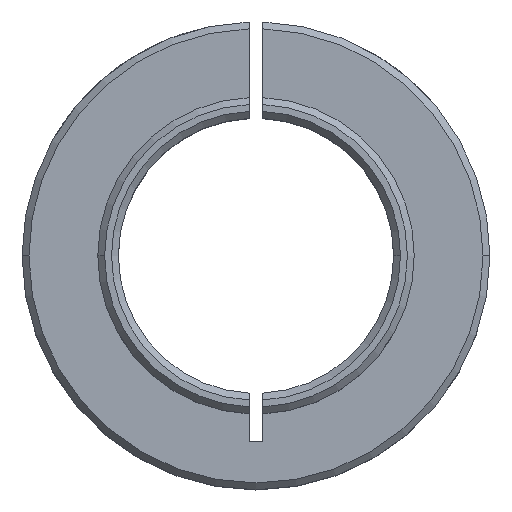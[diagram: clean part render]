
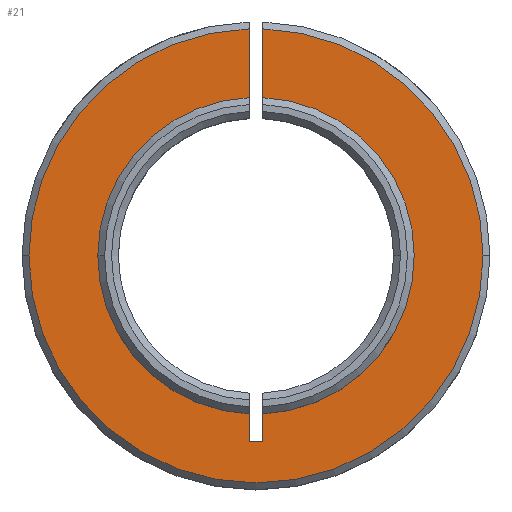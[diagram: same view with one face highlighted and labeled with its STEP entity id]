
A CAD part, top view. The second image highlights one B-rep face of the part: STEP entity #21.
In plain terms, the highlighted planar face has unit normal (0, 0, 1).
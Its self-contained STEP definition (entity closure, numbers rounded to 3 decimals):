
#3 = CARTESIAN_POINT ( 'NONE',  ( 0.5, 0., 10. ) ) ;
#11 = ORIENTED_EDGE ( 'NONE', *, *, #577, .F. ) ;
#20 = CIRCLE ( 'NONE', #1031, 11.5 ) ;
#21 = ADVANCED_FACE ( 'NONE', ( #785 ), #434, .T. ) ;
#35 = EDGE_CURVE ( 'NONE', #989, #1295, #644, .T. ) ;
#55 = DIRECTION ( 'NONE',  ( 0., -1., 0. ) ) ;
#62 = AXIS2_PLACEMENT_3D ( 'NONE', #1141, #96, #656 ) ;
#96 = DIRECTION ( 'NONE',  ( 0., 0., 1. ) ) ;
#104 = EDGE_CURVE ( 'NONE', #175, #493, #1307, .T. ) ;
#107 = CARTESIAN_POINT ( 'NONE',  ( 0.5, -11.489, 10. ) ) ;
#118 = CARTESIAN_POINT ( 'NONE',  ( 0., 0., 10. ) ) ;
#132 = CIRCLE ( 'NONE', #1017, 11.5 ) ;
#164 = EDGE_CURVE ( 'NONE', #1299, #772, #821, .T. ) ;
#172 = CARTESIAN_POINT ( 'NONE',  ( 0., 0., 10. ) ) ;
#175 = VERTEX_POINT ( 'NONE', #527 ) ;
#230 = CARTESIAN_POINT ( 'NONE',  ( -16.5, 0., 10. ) ) ;
#236 = CARTESIAN_POINT ( 'NONE',  ( 0.5, 16.492, 10. ) ) ;
#238 = AXIS2_PLACEMENT_3D ( 'NONE', #118, #917, #1467 ) ;
#286 = DIRECTION ( 'NONE',  ( 0., 1., 0. ) ) ;
#310 = EDGE_LOOP ( 'NONE', ( #720, #956, #742, #667, #524, #11, #1303, #1035, #440, #1396, #503 ) ) ;
#322 = DIRECTION ( 'NONE',  ( 1., 0., 0. ) ) ;
#339 = LINE ( 'NONE', #563, #461 ) ;
#376 = EDGE_CURVE ( 'NONE', #449, #1299, #20, .T. ) ;
#379 = DIRECTION ( 'NONE',  ( 1., 0., 0. ) ) ;
#392 = DIRECTION ( 'NONE',  ( 1., 0., 0. ) ) ;
#409 = CARTESIAN_POINT ( 'NONE',  ( -0.5, -13.5, 10. ) ) ;
#425 = DIRECTION ( 'NONE',  ( 0., 0., 1. ) ) ;
#429 = VECTOR ( 'NONE', #286, 1000. ) ;
#434 = PLANE ( 'NONE',  #880 ) ;
#438 = CARTESIAN_POINT ( 'NONE',  ( 0., 0., 10. ) ) ;
#440 = ORIENTED_EDGE ( 'NONE', *, *, #164, .F. ) ;
#449 = VERTEX_POINT ( 'NONE', #1047 ) ;
#451 = CARTESIAN_POINT ( 'NONE',  ( 0., -13.5, 10. ) ) ;
#461 = VECTOR ( 'NONE', #702, 1000. ) ;
#464 = CARTESIAN_POINT ( 'NONE',  ( -0.5, 11.489, 10. ) ) ;
#486 = VERTEX_POINT ( 'NONE', #1161 ) ;
#493 = VERTEX_POINT ( 'NONE', #236 ) ;
#498 = VERTEX_POINT ( 'NONE', #1129 ) ;
#503 = ORIENTED_EDGE ( 'NONE', *, *, #1111, .F. ) ;
#524 = ORIENTED_EDGE ( 'NONE', *, *, #104, .F. ) ;
#527 = CARTESIAN_POINT ( 'NONE',  ( 0.5, 11.489, 10. ) ) ;
#542 = CARTESIAN_POINT ( 'NONE',  ( 0., 0., 10. ) ) ;
#563 = CARTESIAN_POINT ( 'NONE',  ( 0.5, 0., 10. ) ) ;
#577 = EDGE_CURVE ( 'NONE', #828, #175, #929, .T. ) ;
#613 = AXIS2_PLACEMENT_3D ( 'NONE', #438, #1363, #1150 ) ;
#644 = LINE ( 'NONE', #1240, #1402 ) ;
#656 = DIRECTION ( 'NONE',  ( 1., 0., 0. ) ) ;
#667 = ORIENTED_EDGE ( 'NONE', *, *, #793, .T. ) ;
#702 = DIRECTION ( 'NONE',  ( 0., 1., 0. ) ) ;
#711 = CIRCLE ( 'NONE', #62, 16.5 ) ;
#720 = ORIENTED_EDGE ( 'NONE', *, *, #35, .F. ) ;
#742 = ORIENTED_EDGE ( 'NONE', *, *, #1219, .T. ) ;
#745 = DIRECTION ( 'NONE',  ( 0., 0., 1. ) ) ;
#755 = VECTOR ( 'NONE', #922, 1000. ) ;
#772 = VERTEX_POINT ( 'NONE', #409 ) ;
#785 = FACE_OUTER_BOUND ( 'NONE', #310, .T. ) ;
#793 = EDGE_CURVE ( 'NONE', #486, #493, #1268, .T. ) ;
#805 = EDGE_CURVE ( 'NONE', #498, #772, #1465, .T. ) ;
#821 = LINE ( 'NONE', #969, #1333 ) ;
#828 = VERTEX_POINT ( 'NONE', #107 ) ;
#870 = EDGE_CURVE ( 'NONE', #989, #1405, #711, .T. ) ;
#880 = AXIS2_PLACEMENT_3D ( 'NONE', #885, #425, #322 ) ;
#885 = CARTESIAN_POINT ( 'NONE',  ( 0., 0., 10. ) ) ;
#917 = DIRECTION ( 'NONE',  ( 0., 0., 1. ) ) ;
#922 = DIRECTION ( 'NONE',  ( -1., 0., 0. ) ) ;
#929 = CIRCLE ( 'NONE', #238, 11.5 ) ;
#956 = ORIENTED_EDGE ( 'NONE', *, *, #870, .T. ) ;
#969 = CARTESIAN_POINT ( 'NONE',  ( -0.5, 0., 10. ) ) ;
#989 = VERTEX_POINT ( 'NONE', #1164 ) ;
#993 = AXIS2_PLACEMENT_3D ( 'NONE', #542, #745, #1200 ) ;
#1017 = AXIS2_PLACEMENT_3D ( 'NONE', #172, #1407, #392 ) ;
#1031 = AXIS2_PLACEMENT_3D ( 'NONE', #1088, #1395, #379 ) ;
#1035 = ORIENTED_EDGE ( 'NONE', *, *, #805, .T. ) ;
#1047 = CARTESIAN_POINT ( 'NONE',  ( -11.5, 0., 10. ) ) ;
#1088 = CARTESIAN_POINT ( 'NONE',  ( 0., 0., 10. ) ) ;
#1111 = EDGE_CURVE ( 'NONE', #1295, #449, #132, .T. ) ;
#1129 = CARTESIAN_POINT ( 'NONE',  ( 0.5, -13.5, 10. ) ) ;
#1141 = CARTESIAN_POINT ( 'NONE',  ( 0., 0., 10. ) ) ;
#1150 = DIRECTION ( 'NONE',  ( 1., 0., 0. ) ) ;
#1161 = CARTESIAN_POINT ( 'NONE',  ( 16.5, 0., 10. ) ) ;
#1162 = CARTESIAN_POINT ( 'NONE',  ( -0.5, -11.489, 10. ) ) ;
#1164 = CARTESIAN_POINT ( 'NONE',  ( -0.5, 16.492, 10. ) ) ;
#1200 = DIRECTION ( 'NONE',  ( 1., 0., 0. ) ) ;
#1219 = EDGE_CURVE ( 'NONE', #1405, #486, #1387, .T. ) ;
#1240 = CARTESIAN_POINT ( 'NONE',  ( -0.5, 0., 10. ) ) ;
#1268 = CIRCLE ( 'NONE', #613, 16.5 ) ;
#1295 = VERTEX_POINT ( 'NONE', #464 ) ;
#1299 = VERTEX_POINT ( 'NONE', #1162 ) ;
#1303 = ORIENTED_EDGE ( 'NONE', *, *, #1355, .F. ) ;
#1307 = LINE ( 'NONE', #3, #429 ) ;
#1333 = VECTOR ( 'NONE', #55, 1000. ) ;
#1355 = EDGE_CURVE ( 'NONE', #498, #828, #339, .T. ) ;
#1363 = DIRECTION ( 'NONE',  ( 0., 0., 1. ) ) ;
#1387 = CIRCLE ( 'NONE', #993, 16.5 ) ;
#1395 = DIRECTION ( 'NONE',  ( 0., 0., 1. ) ) ;
#1396 = ORIENTED_EDGE ( 'NONE', *, *, #376, .F. ) ;
#1402 = VECTOR ( 'NONE', #1442, 1000. ) ;
#1405 = VERTEX_POINT ( 'NONE', #230 ) ;
#1407 = DIRECTION ( 'NONE',  ( 0., 0., 1. ) ) ;
#1442 = DIRECTION ( 'NONE',  ( 0., -1., 0. ) ) ;
#1465 = LINE ( 'NONE', #451, #755 ) ;
#1467 = DIRECTION ( 'NONE',  ( 1., 0., 0. ) ) ;
